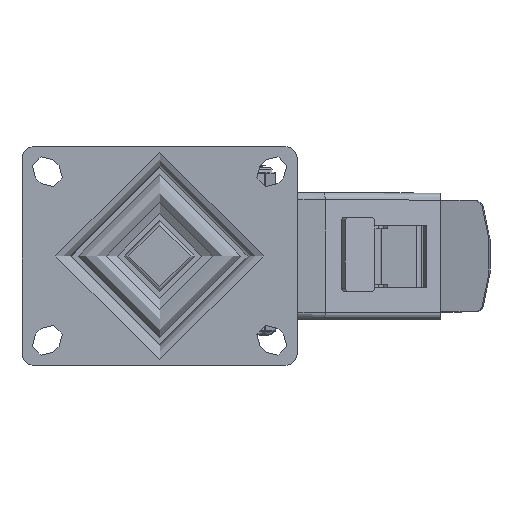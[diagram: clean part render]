
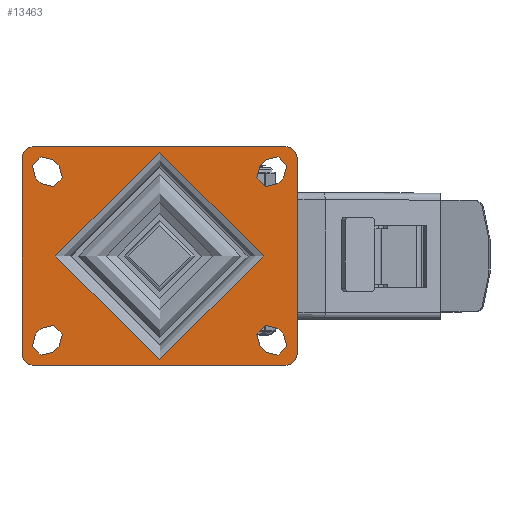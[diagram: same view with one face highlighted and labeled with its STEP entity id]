
A CAD part, top view. The second image highlights one B-rep face of the part: STEP entity #13463.
In plain terms, the highlighted planar face has unit normal (0, 0, 1).
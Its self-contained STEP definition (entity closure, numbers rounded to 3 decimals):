
#684=FACE_BOUND('',#4825,.T.);
#685=FACE_BOUND('',#4826,.T.);
#686=FACE_BOUND('',#4827,.T.);
#687=FACE_BOUND('',#4828,.T.);
#688=FACE_BOUND('',#4829,.T.);
#904=PLANE('',#14626);
#1956=LINE('',#21021,#2929);
#1960=LINE('',#21033,#2933);
#1964=LINE('',#21045,#2937);
#1968=LINE('',#21057,#2941);
#1972=LINE('',#21069,#2945);
#1976=LINE('',#21081,#2949);
#1980=LINE('',#21093,#2953);
#1984=LINE('',#21105,#2957);
#2000=LINE('',#21222,#2973);
#2002=LINE('',#21225,#2975);
#2004=LINE('',#21228,#2977);
#2005=LINE('',#21229,#2978);
#2929=VECTOR('',#16323,10.);
#2933=VECTOR('',#16335,10.);
#2937=VECTOR('',#16347,10.);
#2941=VECTOR('',#16359,10.);
#2945=VECTOR('',#16371,10.);
#2949=VECTOR('',#16383,10.);
#2953=VECTOR('',#16395,10.);
#2957=VECTOR('',#16407,10.);
#2973=VECTOR('',#16549,1000.);
#2975=VECTOR('',#16553,1000.);
#2977=VECTOR('',#16557,1000.);
#2978=VECTOR('',#16558,1000.);
#4006=FACE_OUTER_BOUND('',#4824,.T.);
#4824=EDGE_LOOP('',(#10289,#10290,#10291,#10292,#10293,#10294,#10295,#10296));
#4825=EDGE_LOOP('',(#10297,#10298,#10299,#10300));
#4826=EDGE_LOOP('',(#10301,#10302,#10303,#10304));
#4827=EDGE_LOOP('',(#10305,#10306,#10307,#10308));
#4828=EDGE_LOOP('',(#10309,#10310,#10311,#10312));
#4829=EDGE_LOOP('',(#10313));
#5608=CIRCLE('',#14536,4.5);
#5610=CIRCLE('',#14540,4.5);
#5612=CIRCLE('',#14544,4.5);
#5614=CIRCLE('',#14548,4.5);
#5616=CIRCLE('',#14552,4.5);
#5618=CIRCLE('',#14556,4.5);
#5620=CIRCLE('',#14560,4.5);
#5622=CIRCLE('',#14564,4.5);
#5628=CIRCLE('',#14572,37.);
#5637=CIRCLE('',#14586,4.);
#5639=CIRCLE('',#14589,4.);
#5641=CIRCLE('',#14592,4.);
#5643=CIRCLE('',#14595,4.);
#6303=VERTEX_POINT('',#21018);
#6304=VERTEX_POINT('',#21020);
#6306=VERTEX_POINT('',#21026);
#6308=VERTEX_POINT('',#21032);
#6311=VERTEX_POINT('',#21042);
#6312=VERTEX_POINT('',#21044);
#6314=VERTEX_POINT('',#21050);
#6316=VERTEX_POINT('',#21056);
#6319=VERTEX_POINT('',#21066);
#6320=VERTEX_POINT('',#21068);
#6322=VERTEX_POINT('',#21074);
#6324=VERTEX_POINT('',#21080);
#6327=VERTEX_POINT('',#21090);
#6328=VERTEX_POINT('',#21092);
#6330=VERTEX_POINT('',#21098);
#6332=VERTEX_POINT('',#21104);
#6336=VERTEX_POINT('',#21119);
#6343=VERTEX_POINT('',#21143);
#6344=VERTEX_POINT('',#21144);
#6347=VERTEX_POINT('',#21152);
#6348=VERTEX_POINT('',#21153);
#6351=VERTEX_POINT('',#21161);
#6352=VERTEX_POINT('',#21162);
#6355=VERTEX_POINT('',#21170);
#6356=VERTEX_POINT('',#21171);
#7735=EDGE_CURVE('',#6304,#6303,#1956,.T.);
#7738=EDGE_CURVE('',#6306,#6304,#5608,.T.);
#7741=EDGE_CURVE('',#6308,#6306,#1960,.T.);
#7744=EDGE_CURVE('',#6303,#6308,#5610,.T.);
#7747=EDGE_CURVE('',#6312,#6311,#1964,.T.);
#7750=EDGE_CURVE('',#6314,#6312,#5612,.T.);
#7753=EDGE_CURVE('',#6316,#6314,#1968,.T.);
#7756=EDGE_CURVE('',#6311,#6316,#5614,.T.);
#7759=EDGE_CURVE('',#6320,#6319,#1972,.T.);
#7762=EDGE_CURVE('',#6322,#6320,#5616,.T.);
#7765=EDGE_CURVE('',#6324,#6322,#1976,.T.);
#7768=EDGE_CURVE('',#6319,#6324,#5618,.T.);
#7771=EDGE_CURVE('',#6328,#6327,#1980,.T.);
#7774=EDGE_CURVE('',#6330,#6328,#5620,.T.);
#7777=EDGE_CURVE('',#6332,#6330,#1984,.T.);
#7780=EDGE_CURVE('',#6327,#6332,#5622,.T.);
#7786=EDGE_CURVE('',#6336,#6336,#5628,.T.);
#7797=EDGE_CURVE('',#6343,#6344,#5637,.T.);
#7801=EDGE_CURVE('',#6347,#6348,#5639,.T.);
#7805=EDGE_CURVE('',#6351,#6352,#5641,.T.);
#7809=EDGE_CURVE('',#6355,#6356,#5643,.T.);
#7832=EDGE_CURVE('',#6356,#6347,#2000,.T.);
#7834=EDGE_CURVE('',#6348,#6343,#2002,.T.);
#7836=EDGE_CURVE('',#6352,#6355,#2004,.T.);
#7837=EDGE_CURVE('',#6344,#6351,#2005,.T.);
#10289=ORIENTED_EDGE('',*,*,#7809,.F.);
#10290=ORIENTED_EDGE('',*,*,#7836,.F.);
#10291=ORIENTED_EDGE('',*,*,#7805,.F.);
#10292=ORIENTED_EDGE('',*,*,#7837,.F.);
#10293=ORIENTED_EDGE('',*,*,#7797,.F.);
#10294=ORIENTED_EDGE('',*,*,#7834,.F.);
#10295=ORIENTED_EDGE('',*,*,#7801,.F.);
#10296=ORIENTED_EDGE('',*,*,#7832,.F.);
#10297=ORIENTED_EDGE('',*,*,#7741,.T.);
#10298=ORIENTED_EDGE('',*,*,#7738,.T.);
#10299=ORIENTED_EDGE('',*,*,#7735,.T.);
#10300=ORIENTED_EDGE('',*,*,#7744,.T.);
#10301=ORIENTED_EDGE('',*,*,#7753,.T.);
#10302=ORIENTED_EDGE('',*,*,#7750,.T.);
#10303=ORIENTED_EDGE('',*,*,#7747,.T.);
#10304=ORIENTED_EDGE('',*,*,#7756,.T.);
#10305=ORIENTED_EDGE('',*,*,#7765,.T.);
#10306=ORIENTED_EDGE('',*,*,#7762,.T.);
#10307=ORIENTED_EDGE('',*,*,#7759,.T.);
#10308=ORIENTED_EDGE('',*,*,#7768,.T.);
#10309=ORIENTED_EDGE('',*,*,#7777,.T.);
#10310=ORIENTED_EDGE('',*,*,#7774,.T.);
#10311=ORIENTED_EDGE('',*,*,#7771,.T.);
#10312=ORIENTED_EDGE('',*,*,#7780,.T.);
#10313=ORIENTED_EDGE('',*,*,#7786,.F.);
#13463=ADVANCED_FACE('',(#4006,#684,#685,#686,#687,#688),#904,.T.);
#14536=AXIS2_PLACEMENT_3D('',#21027,#16329,#16330);
#14540=AXIS2_PLACEMENT_3D('',#21037,#16341,#16342);
#14544=AXIS2_PLACEMENT_3D('',#21051,#16353,#16354);
#14548=AXIS2_PLACEMENT_3D('',#21061,#16365,#16366);
#14552=AXIS2_PLACEMENT_3D('',#21075,#16377,#16378);
#14556=AXIS2_PLACEMENT_3D('',#21085,#16389,#16390);
#14560=AXIS2_PLACEMENT_3D('',#21099,#16401,#16402);
#14564=AXIS2_PLACEMENT_3D('',#21109,#16413,#16414);
#14572=AXIS2_PLACEMENT_3D('',#21121,#16429,#16430);
#14586=AXIS2_PLACEMENT_3D('',#21145,#16459,#16460);
#14589=AXIS2_PLACEMENT_3D('',#21154,#16467,#16468);
#14592=AXIS2_PLACEMENT_3D('',#21163,#16475,#16476);
#14595=AXIS2_PLACEMENT_3D('',#21172,#16483,#16484);
#14626=AXIS2_PLACEMENT_3D('',#21227,#16555,#16556);
#16323=DIRECTION('',(0.707,0.707,0.));
#16329=DIRECTION('center_axis',(0.,0.,-1.));
#16330=DIRECTION('ref_axis',(-0.707,0.707,0.));
#16335=DIRECTION('',(-0.707,-0.707,0.));
#16341=DIRECTION('center_axis',(0.,0.,-1.));
#16342=DIRECTION('ref_axis',(0.707,-0.707,0.));
#16347=DIRECTION('',(-0.707,0.707,0.));
#16353=DIRECTION('center_axis',(0.,0.,-1.));
#16354=DIRECTION('ref_axis',(-0.707,-0.707,0.));
#16359=DIRECTION('',(0.707,-0.707,0.));
#16365=DIRECTION('center_axis',(0.,0.,-1.));
#16366=DIRECTION('ref_axis',(0.707,0.707,0.));
#16371=DIRECTION('',(0.707,-0.707,0.));
#16377=DIRECTION('center_axis',(0.,0.,-1.));
#16378=DIRECTION('ref_axis',(0.707,0.707,0.));
#16383=DIRECTION('',(-0.707,0.707,0.));
#16389=DIRECTION('center_axis',(0.,0.,-1.));
#16390=DIRECTION('ref_axis',(-0.707,-0.707,0.));
#16395=DIRECTION('',(-0.707,-0.707,0.));
#16401=DIRECTION('center_axis',(0.,0.,-1.));
#16402=DIRECTION('ref_axis',(0.707,-0.707,0.));
#16407=DIRECTION('',(0.707,0.707,0.));
#16413=DIRECTION('center_axis',(0.,0.,-1.));
#16414=DIRECTION('ref_axis',(-0.707,0.707,0.));
#16429=DIRECTION('center_axis',(0.,0.,1.));
#16430=DIRECTION('ref_axis',(-1.,0.,0.));
#16459=DIRECTION('center_axis',(0.,0.,-1.));
#16460=DIRECTION('ref_axis',(-0.707,0.707,0.));
#16467=DIRECTION('center_axis',(0.,0.,-1.));
#16468=DIRECTION('ref_axis',(-0.707,-0.707,0.));
#16475=DIRECTION('center_axis',(0.,0.,-1.));
#16476=DIRECTION('ref_axis',(0.707,0.707,0.));
#16483=DIRECTION('center_axis',(0.,0.,-1.));
#16484=DIRECTION('ref_axis',(0.707,-0.707,0.));
#16549=DIRECTION('',(-1.,0.,0.));
#16553=DIRECTION('',(0.,1.,0.));
#16555=DIRECTION('center_axis',(0.,0.,1.));
#16556=DIRECTION('ref_axis',(1.,0.,0.));
#16557=DIRECTION('',(0.,-1.,0.));
#16558=DIRECTION('',(1.,0.,0.));
#21018=CARTESIAN_POINT('',(37.818,34.182,0.));
#21020=CARTESIAN_POINT('',(35.818,32.182,0.));
#21021=CARTESIAN_POINT('',(18.818,15.182,0.));
#21026=CARTESIAN_POINT('',(42.182,25.818,0.));
#21027=CARTESIAN_POINT('Origin',(39.,29.,0.));
#21032=CARTESIAN_POINT('',(44.182,27.818,0.));
#21033=CARTESIAN_POINT('',(26.182,9.818,0.));
#21037=CARTESIAN_POINT('Origin',(41.,31.,0.));
#21042=CARTESIAN_POINT('',(35.818,-32.182,0.));
#21044=CARTESIAN_POINT('',(37.818,-34.182,0.));
#21045=CARTESIAN_POINT('',(19.818,-16.182,0.));
#21050=CARTESIAN_POINT('',(44.182,-27.818,0.));
#21051=CARTESIAN_POINT('Origin',(41.,-31.,0.));
#21056=CARTESIAN_POINT('',(42.182,-25.818,0.));
#21057=CARTESIAN_POINT('',(25.182,-8.818,0.));
#21061=CARTESIAN_POINT('Origin',(39.,-29.,0.));
#21066=CARTESIAN_POINT('',(-35.818,32.182,0.));
#21068=CARTESIAN_POINT('',(-37.818,34.182,0.));
#21069=CARTESIAN_POINT('',(-19.818,16.182,0.));
#21074=CARTESIAN_POINT('',(-44.182,27.818,0.));
#21075=CARTESIAN_POINT('Origin',(-41.,31.,0.));
#21080=CARTESIAN_POINT('',(-42.182,25.818,0.));
#21081=CARTESIAN_POINT('',(-25.182,8.818,0.));
#21085=CARTESIAN_POINT('Origin',(-39.,29.,0.));
#21090=CARTESIAN_POINT('',(-37.818,-34.182,0.));
#21092=CARTESIAN_POINT('',(-35.818,-32.182,0.));
#21093=CARTESIAN_POINT('',(-18.818,-15.182,0.));
#21098=CARTESIAN_POINT('',(-42.182,-25.818,0.));
#21099=CARTESIAN_POINT('Origin',(-39.,-29.,0.));
#21104=CARTESIAN_POINT('',(-44.182,-27.818,0.));
#21105=CARTESIAN_POINT('',(-26.182,-9.818,0.));
#21109=CARTESIAN_POINT('Origin',(-41.,-31.,0.));
#21119=CARTESIAN_POINT('',(-37.,0.,0.));
#21121=CARTESIAN_POINT('Origin',(0.,0.,0.));
#21143=CARTESIAN_POINT('',(-49.,35.,0.));
#21144=CARTESIAN_POINT('',(-45.,39.,0.));
#21145=CARTESIAN_POINT('Origin',(-45.,35.,0.));
#21152=CARTESIAN_POINT('',(-45.,-39.,0.));
#21153=CARTESIAN_POINT('',(-49.,-35.,0.));
#21154=CARTESIAN_POINT('Origin',(-45.,-35.,0.));
#21161=CARTESIAN_POINT('',(45.,39.,0.));
#21162=CARTESIAN_POINT('',(49.,35.,0.));
#21163=CARTESIAN_POINT('Origin',(45.,35.,0.));
#21170=CARTESIAN_POINT('',(49.,-35.,0.));
#21171=CARTESIAN_POINT('',(45.,-39.,0.));
#21172=CARTESIAN_POINT('Origin',(45.,-35.,0.));
#21222=CARTESIAN_POINT('',(49.,-39.,0.));
#21225=CARTESIAN_POINT('',(-49.,-39.,0.));
#21227=CARTESIAN_POINT('Origin',(0.,0.,0.));
#21228=CARTESIAN_POINT('',(49.,39.,0.));
#21229=CARTESIAN_POINT('',(-49.,39.,0.));
